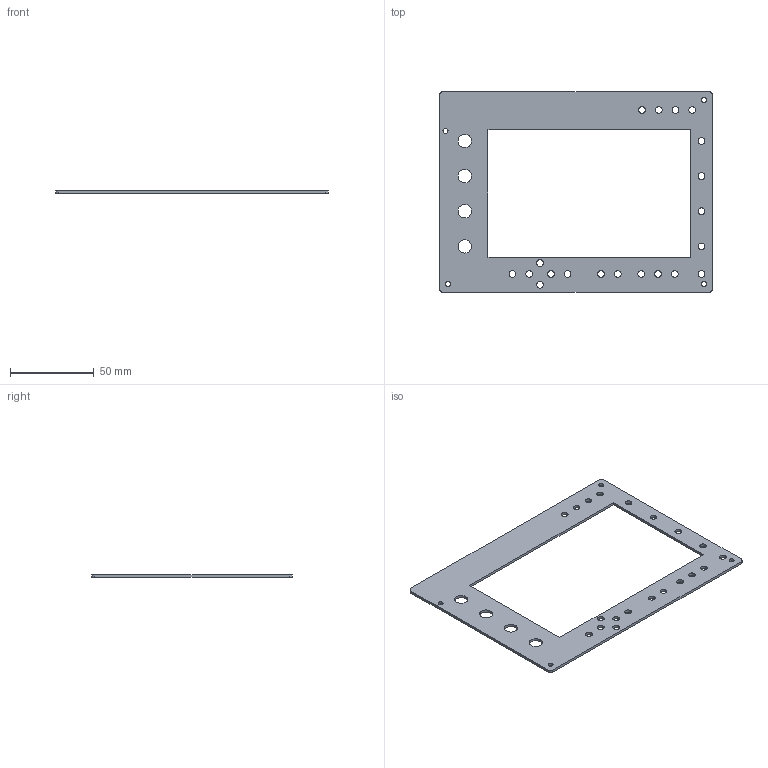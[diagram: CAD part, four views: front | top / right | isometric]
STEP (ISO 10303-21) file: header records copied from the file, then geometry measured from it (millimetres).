
FILE_DESCRIPTION(('KiCad electronic assembly'),'2;1');
FILE_NAME('zynthian-mini-PCB-v2-facia.step','2024-05-10T12:53:51',( 'Pcbnew'),('Kicad'),'Open CASCADE STEP processor 7.7', 'KiCad to STEP converter','Unknown');
FILE_SCHEMA(('AUTOMOTIVE_DESIGN { 1 0 10303 214 1 1 1 1 }'));
Length unit declared in the file: millimetre
Products named in the file (2): zynthian-mini-PCB-v2-facia 1; zynthian-mini - facia_PCB
Assembly tree (1 placements, depth 2):
  zynthian-mini-PCB-v2-facia 1
    zynthian-mini - facia_PCB
Bounding box: 163 x 120 x 1.6 mm (x, y, z)
Volume: 15744.7 mm3; surface area: 21836 mm2
Topology: 1 solids, 1 shells, 42 faces, 120 edges, 80 vertices
Faces by surface type: cylinder 32, plane 10
Full cylindrical faces by diameter (mm): 3 x4, 4 x20, 8 x4
Entity records: 1561 total; most frequent: DIRECTION 272, CARTESIAN_POINT 244, ORIENTED_EDGE 240, EDGE_CURVE 120, AXIS2_PLACEMENT_3D 108, FACE_BOUND 100, EDGE_LOOP 100, VERTEX_POINT 80
